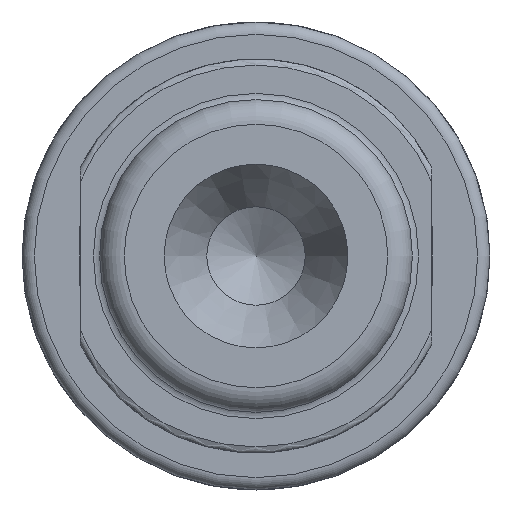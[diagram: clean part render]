
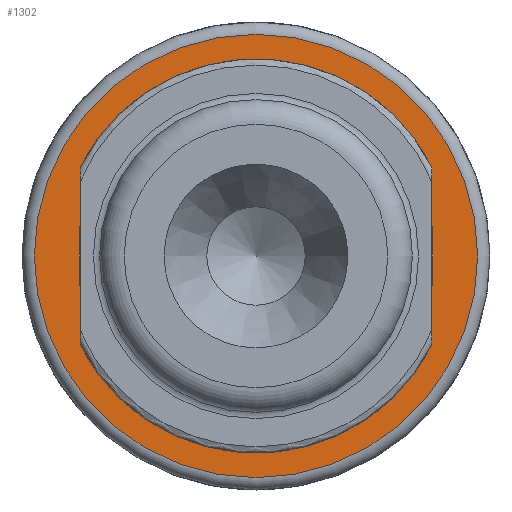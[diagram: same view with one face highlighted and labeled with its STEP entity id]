
A CAD part, left-side view. The second image highlights one B-rep face of the part: STEP entity #1302.
In plain terms, the highlighted planar face has unit normal (-1, 0, 0).
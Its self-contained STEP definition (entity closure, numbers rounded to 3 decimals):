
#60=FACE_BOUND('',#347,.T.);
#179=CIRCLE('',#1495,7.125);
#180=CIRCLE('',#1496,7.125);
#181=CIRCLE('',#1498,9.);
#182=CIRCLE('',#1499,9.);
#271=FACE_OUTER_BOUND('',#346,.T.);
#346=EDGE_LOOP('',(#1157,#1158));
#347=EDGE_LOOP('',(#1159,#1160));
#595=VERTEX_POINT('',#2471);
#596=VERTEX_POINT('',#2473);
#597=VERTEX_POINT('',#2477);
#598=VERTEX_POINT('',#2478);
#791=EDGE_CURVE('',#596,#595,#179,.T.);
#792=EDGE_CURVE('',#595,#596,#180,.T.);
#793=EDGE_CURVE('',#597,#598,#181,.T.);
#794=EDGE_CURVE('',#598,#597,#182,.T.);
#1157=ORIENTED_EDGE('',*,*,#793,.F.);
#1158=ORIENTED_EDGE('',*,*,#794,.F.);
#1159=ORIENTED_EDGE('',*,*,#791,.T.);
#1160=ORIENTED_EDGE('',*,*,#792,.T.);
#1240=PLANE('',#1497);
#1302=ADVANCED_FACE('',(#271,#60),#1240,.T.);
#1495=AXIS2_PLACEMENT_3D('',#2474,#1899,#1900);
#1496=AXIS2_PLACEMENT_3D('',#2475,#1901,#1902);
#1497=AXIS2_PLACEMENT_3D('',#2476,#1903,#1904);
#1498=AXIS2_PLACEMENT_3D('',#2479,#1905,#1906);
#1499=AXIS2_PLACEMENT_3D('',#2480,#1907,#1908);
#1899=DIRECTION('center_axis',(1.,0.,0.));
#1900=DIRECTION('ref_axis',(0.,0.,-1.));
#1901=DIRECTION('center_axis',(1.,0.,0.));
#1902=DIRECTION('ref_axis',(0.,0.,-1.));
#1903=DIRECTION('center_axis',(-1.,0.,0.));
#1904=DIRECTION('ref_axis',(0.,0.,1.));
#1905=DIRECTION('center_axis',(1.,0.,0.));
#1906=DIRECTION('ref_axis',(0.,0.,-1.));
#1907=DIRECTION('center_axis',(1.,0.,0.));
#1908=DIRECTION('ref_axis',(0.,0.,-1.));
#2471=CARTESIAN_POINT('',(23.2,-7.125,0.));
#2473=CARTESIAN_POINT('',(23.2,7.125,0.));
#2474=CARTESIAN_POINT('Origin',(23.2,0.,0.));
#2475=CARTESIAN_POINT('Origin',(23.2,0.,0.));
#2476=CARTESIAN_POINT('Origin',(23.2,9.,0.));
#2477=CARTESIAN_POINT('',(23.2,9.,0.));
#2478=CARTESIAN_POINT('',(23.2,0.,9.));
#2479=CARTESIAN_POINT('Origin',(23.2,0.,0.));
#2480=CARTESIAN_POINT('Origin',(23.2,0.,0.));
